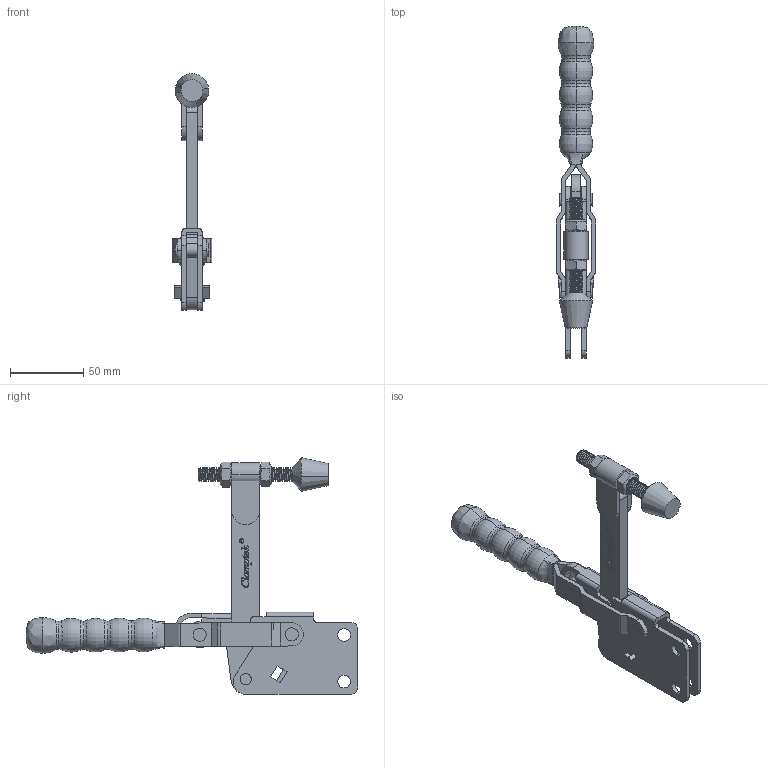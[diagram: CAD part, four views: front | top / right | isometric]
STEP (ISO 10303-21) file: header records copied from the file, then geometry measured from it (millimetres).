
FILE_DESCRIPTION (( 'STEP AP203' ), '1' );
FILE_NAME ('CH-12280.STEP', '2017-11-09T02:54:06', ( 'Windows' ), ( 'Microsoft' ), 'SwSTEP 2.0', 'SolidWorks 2015', '' );
FILE_SCHEMA (( 'CONFIG_CONTROL_DESIGN' ));
Length unit declared in the file: millimetre
Products named in the file (12): CH-12280; CH-12265-03 STRAIGHT HANDLE; CH-12265-07; CH-12270-01 STRAIGHT BASE; CH-12265-08; CH-12265-09; CH-FC-38312 Nut; CH-12265-05; CH-FC-38312 SPINDLE SUPPLIED; CH-12265-04 CONNECTING-PLATE; CH-12280-02 SOLID BAR_默认<按加工>; CH-12265-06
Assembly tree (16 placements, depth 2):
  CH-12280
    CH-12265-05  x2
    CH-12265-04 CONNECTING-PLATE
    CH-12265-06  x2
    CH-12265-03 STRAIGHT HANDLE
    CH-12265-07
    CH-12270-01 STRAIGHT BASE
    CH-12265-08  x2
    CH-12265-09  x2
    CH-FC-38312 Nut  x2
    CH-FC-38312 SPINDLE SUPPLIED
    CH-12280-02 SOLID BAR_默认<按加工>
Bounding box: 27 x 226.93 x 161.7 mm (x, y, z)
Volume: 114075 mm3; surface area: 72318.1 mm2
Topology: 18 solids, 19 shells, 832 faces, 2201 edges, 1432 vertices
Faces by surface type: plane 282, cylinder 236, bspline 195, cone 95, torus 24
Entity records: 37984 total; most frequent: CARTESIAN_POINT 19298, ORIENTED_EDGE 4038, DIRECTION 2919, EDGE_CURVE 2019, VERTEX_POINT 1322, LINE 1039, VECTOR 1039, AXIS2_PLACEMENT_3D 940
